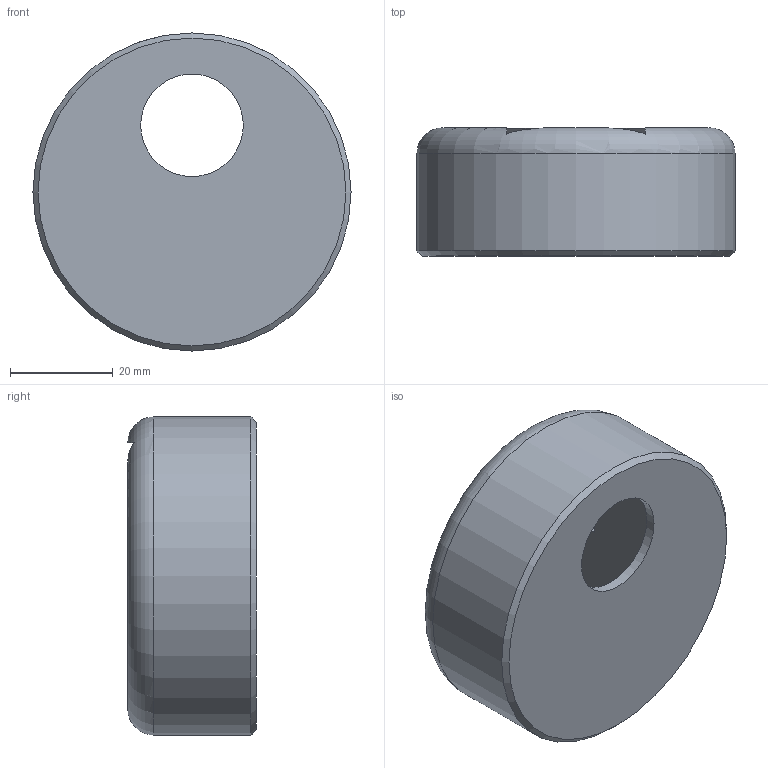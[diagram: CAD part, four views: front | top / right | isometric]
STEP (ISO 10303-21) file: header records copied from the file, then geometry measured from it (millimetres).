
FILE_DESCRIPTION(/* description */ (''),/* implementation_level */ '2;1');
FILE_NAME(/* name */ '14297f3b-9092-4700-b523-a03c8220e929.stp',/* time_stamp */ '2018-08-20T12:10:52+00:00',/* author */ (''),/* organization */ (''),/* preprocessor_version */ 'ST-DEVELOPER v17',/* originating_system */ 'Autodesk Translation Framework v7.1.0.215',/* authorisation */ '');
FILE_SCHEMA (('AUTOMOTIVE_DESIGN { 1 0 10303 214 3 1 1 }'));
Length unit declared in the file: millimetre
Products named in the file (1): base_solid
Bounding box: 62 x 25 x 62 mm (x, y, z)
Volume: 41585.2 mm3; surface area: 13912.9 mm2
Topology: 1 solids, 1 shells, 30 faces, 83 edges, 55 vertices
Faces by surface type: plane 26, cylinder 2, cone 1, torus 1
Full cylindrical faces by diameter (mm): 20 x1, 62 x1
Entity records: 1018 total; most frequent: CARTESIAN_POINT 217, ORIENTED_EDGE 166, DIRECTION 147, EDGE_CURVE 83, LINE 65, VECTOR 65, VERTEX_POINT 55, AXIS2_PLACEMENT_3D 41
